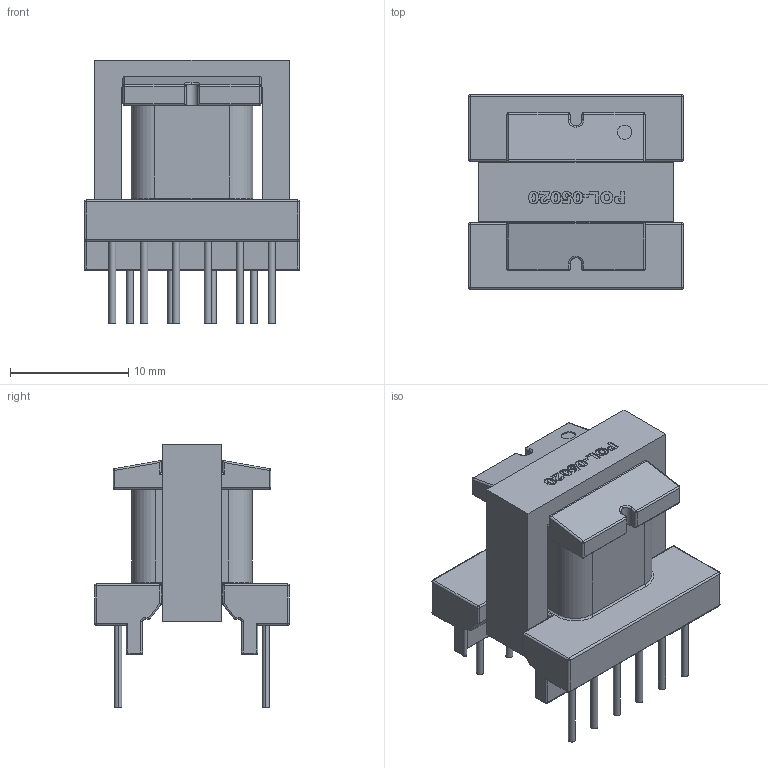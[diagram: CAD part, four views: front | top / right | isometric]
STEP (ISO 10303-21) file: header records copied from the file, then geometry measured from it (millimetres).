
FILE_DESCRIPTION (( 'STEP AP214' ), '1' );
FILE_NAME ('User Library-POL-05020.STEP', '2010-11-30T11:56:50', ( 'SysAdmin' ), ( 'SolidWorks' ), 'SwSTEP 2.0', 'SolidWorks 2011', '' );
FILE_SCHEMA (( 'AUTOMOTIVE_DESIGN' ));
Length unit declared in the file: millimetre
Products named in the file (1): User Library-POL-05020
Bounding box: 18.2 x 16.5 x 22.35 mm (x, y, z)
Volume: 2489.7 mm3; surface area: 2440.9 mm2
Topology: 12 solids, 12 shells, 370 faces, 859 edges, 493 vertices
Faces by surface type: cylinder 128, plane 126, bspline 67, sphere 41, torus 8
Entity records: 14968 total; most frequent: CARTESIAN_POINT 5911, ORIENTED_EDGE 1636, DIRECTION 1486, EDGE_CURVE 818, AXIS2_PLACEMENT_3D 524, VERTEX_POINT 489, LINE 438, VECTOR 438
